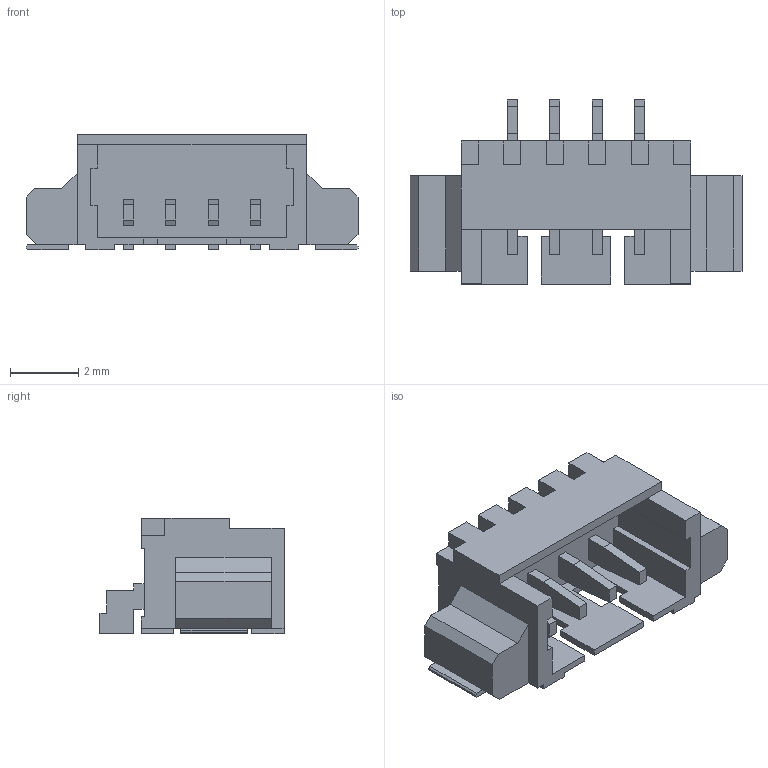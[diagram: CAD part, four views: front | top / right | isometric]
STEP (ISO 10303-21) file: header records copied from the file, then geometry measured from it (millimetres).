
FILE_DESCRIPTION((''),'2;1');
FILE_NAME('WURTH_653 104 131 822.stp','2015-08-06T13:55:45',(''),(''),'Mechanical Desktop 2011','Mechanical Desktop 2011',', , ');
FILE_SCHEMA(('AUTOMOTIVE_DESIGN { 1 2 10303 214 1 1 1 1 }'));
Length unit declared in the file: millimetre
Products named in the file (1): Product
Bounding box: 9.75 x 5.41 x 3.4 mm (x, y, z)
Volume: 56.9 mm3; surface area: 275 mm2
Topology: 7 solids, 7 shells, 216 faces, 596 edges, 394 vertices
Faces by surface type: plane 216
Entity records: 6782 total; most frequent: CARTESIAN_POINT 1207, ORIENTED_EDGE 1192, DIRECTION 1030, VECTOR 596, LINE 596, EDGE_CURVE 596, VERTEX_POINT 394, EDGE_LOOP 224
